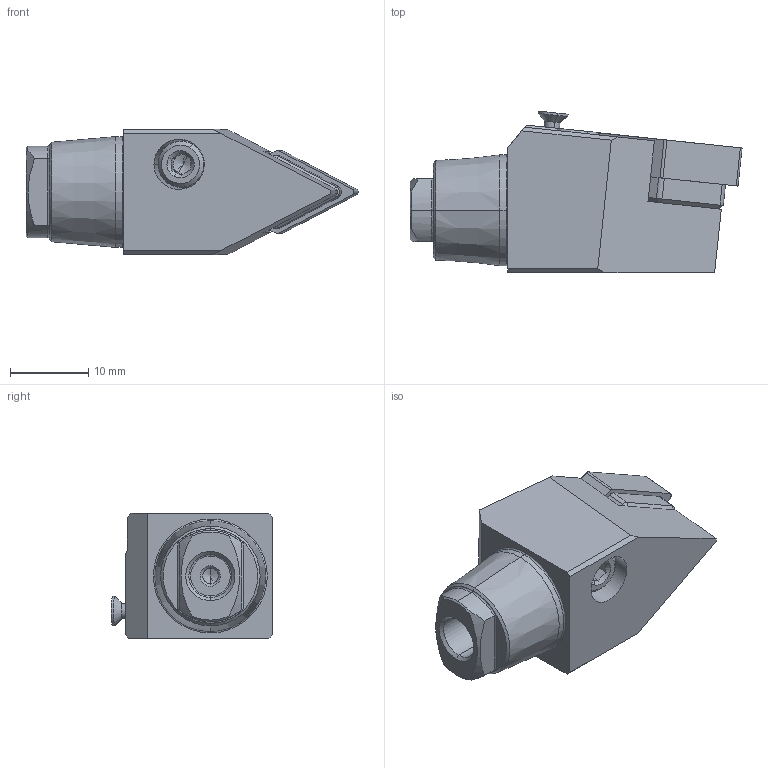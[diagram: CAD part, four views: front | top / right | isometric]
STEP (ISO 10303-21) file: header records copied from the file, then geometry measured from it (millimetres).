
FILE_DESCRIPTION (( 'STEP AP203' ), '1' );
FILE_NAME ('LW4.PDNNN.0030.11.STEP', '2024-08-26T13:36:36', ( '' ), ( '' ), 'SwSTEP 2.0', 'SolidWorks 2022', '' );
FILE_SCHEMA (( 'CONFIG_CONTROL_DESIGN' ));
Length unit declared in the file: millimetre
Products named in the file (8): DNMG110404; LW4.PDNNN.0030.11; ISO 14581 - M2x10; WDE-ER4.101.017_A; WDE-ER3.101.000_A; LW4-PDE.NNA.030_A; WDE-ER1.101.000; WDE-ER2.101.003_A
Assembly tree (7 placements, depth 2):
  LW4.PDNNN.0030.11
    LW4-PDE.NNA.030_A
    ISO 14581 - M2x10
    WDE-ER4.101.017_A
    WDE-ER3.101.000_A
    WDE-ER2.101.003_A
    WDE-ER1.101.000
    DNMG110404
Bounding box: 42.5 x 20.7 x 16 mm (x, y, z)
Volume: 6570.9 mm3; surface area: 4840.6 mm2
Topology: 7 solids, 7 shells, 286 faces, 714 edges, 437 vertices
Faces by surface type: plane 112, cylinder 78, cone 72, bspline 14, torus 10
Entity records: 9740 total; most frequent: CARTESIAN_POINT 2276, ORIENTED_EDGE 1408, DIRECTION 1375, EDGE_CURVE 704, AXIS2_PLACEMENT_3D 514, VERTEX_POINT 437, LINE 347, VECTOR 347
